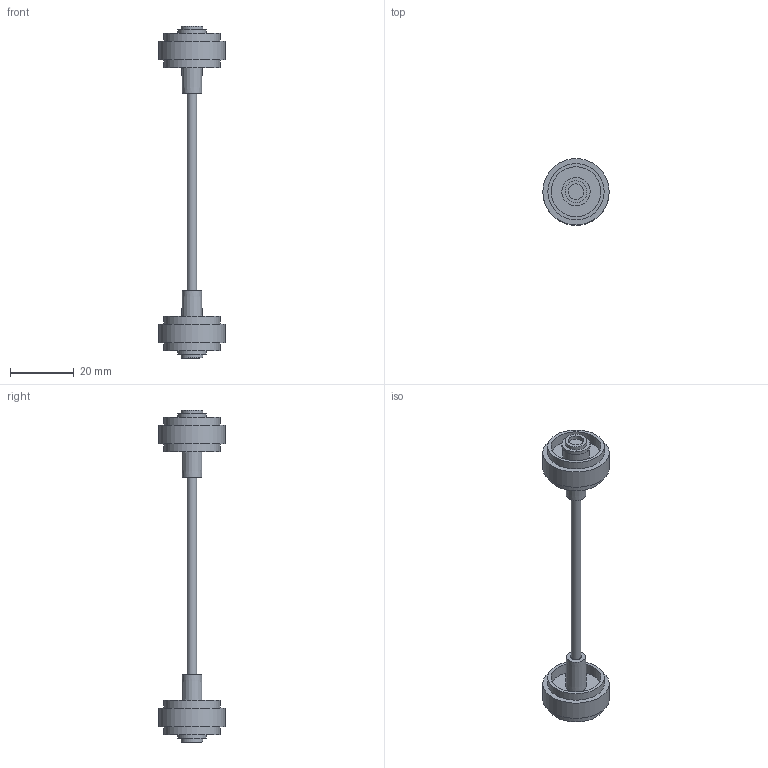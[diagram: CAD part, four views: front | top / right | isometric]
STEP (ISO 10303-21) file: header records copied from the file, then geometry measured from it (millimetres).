
FILE_DESCRIPTION(/* description */ ('','CAx-IF Rec.Pracs.---Representation and Presentation of Product Manufacturing Information (PMI)---4.0---2014-10-13'),/* implementation_level */ '2;1');
FILE_NAME(/* name */ 'road axle.stp',/* time_stamp */ '2019-03-15T15:01:57+01:00',/* author */ ('poryz'),/* organization */ (''),/* preprocessor_version */ 'ST-DEVELOPER v17.2',/* originating_system */ 'Autodesk Inventor 2019',/* authorisation */ '');
FILE_SCHEMA (('AP242_MANAGED_MODEL_BASED_3D_ENGINEERING_MIM_LF { 1 0 10303 442 1 1 4 }'));
Products named in the file (4): road axle; 3mm shaft; hub; road wheel
Assembly tree (5 placements, depth 2):
  road axle
    3mm shaft
    hub  x2
    road wheel  x2
Bounding box: 20.9 x 20.9 x 104.5 mm (x, y, z)
Volume: 5454.9 mm3; surface area: 6191.5 mm2
Topology: 5 solids, 5 shells, 65 faces, 157 edges, 124 vertices
Faces by surface type: plane 32, cylinder 27, cone 4, torus 2
Full cylindrical faces by diameter (mm): 3 x3, 3.1 x2, 4.9 x2, 5.7 x2, 6.5 x2, 6.9 x2, 8.5 x2, 8.9 x2, 15.7 x4, 17.7 x4, 20.9 x2
Entity records: 1565 total; most frequent: DIRECTION 318, CARTESIAN_POINT 245, ORIENTED_EDGE 168, AXIS2_PLACEMENT_3D 151, EDGE_CURVE 84, CIRCLE 68, VERTEX_POINT 66, EDGE_LOOP 48
